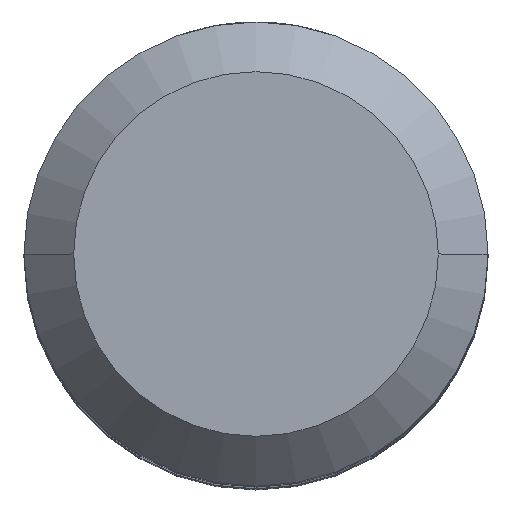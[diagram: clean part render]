
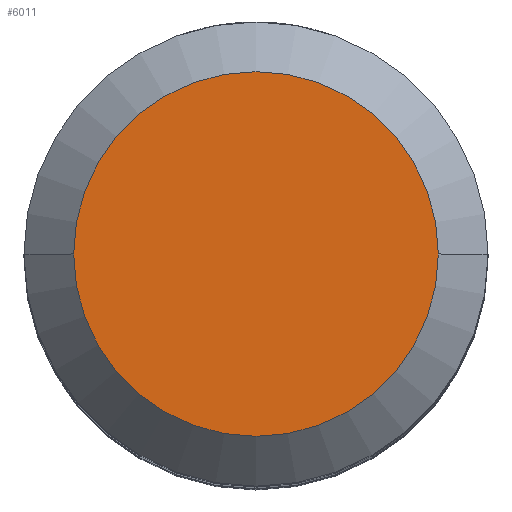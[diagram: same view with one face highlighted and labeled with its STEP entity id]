
A CAD part, top view. The second image highlights one B-rep face of the part: STEP entity #6011.
In plain terms, the highlighted planar face has unit normal (0, 0, 1).
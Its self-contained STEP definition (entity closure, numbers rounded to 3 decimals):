
#115 = AXIS2_PLACEMENT_3D ( 'NONE', #3600, #7510, #3043 ) ;
#209 = EDGE_CURVE ( 'NONE', #7769, #6078, #3504, .T. ) ;
#872 = AXIS2_PLACEMENT_3D ( 'NONE', #4768, #4818, #8046 ) ;
#2318 = AXIS2_PLACEMENT_3D ( 'NONE', #5481, #7453, #8007 ) ;
#2385 = FACE_OUTER_BOUND ( 'NONE', #3049, .T. ) ;
#2935 = PLANE ( 'NONE',  #115 ) ;
#3043 = DIRECTION ( 'NONE',  ( -1., 0., 0. ) ) ;
#3049 = EDGE_LOOP ( 'NONE', ( #7754, #7685 ) ) ;
#3504 = CIRCLE ( 'NONE', #2318, 11. ) ;
#3600 = CARTESIAN_POINT ( 'NONE',  ( 0., 14., 136. ) ) ;
#4768 = CARTESIAN_POINT ( 'NONE',  ( 0., 0., 136. ) ) ;
#4782 = EDGE_CURVE ( 'NONE', #6078, #7769, #7373, .T. ) ;
#4818 = DIRECTION ( 'NONE',  ( 0., 0., 1. ) ) ;
#5481 = CARTESIAN_POINT ( 'NONE',  ( 0., 0., 136. ) ) ;
#6011 = ADVANCED_FACE ( 'NONE', ( #2385 ), #2935, .F. ) ;
#6078 = VERTEX_POINT ( 'NONE', #8285 ) ;
#7107 = CARTESIAN_POINT ( 'NONE',  ( -11., 0., 136. ) ) ;
#7373 = CIRCLE ( 'NONE', #872, 11. ) ;
#7453 = DIRECTION ( 'NONE',  ( 0., 0., 1. ) ) ;
#7510 = DIRECTION ( 'NONE',  ( 0., 0., -1. ) ) ;
#7685 = ORIENTED_EDGE ( 'NONE', *, *, #4782, .T. ) ;
#7754 = ORIENTED_EDGE ( 'NONE', *, *, #209, .T. ) ;
#7769 = VERTEX_POINT ( 'NONE', #7107 ) ;
#8007 = DIRECTION ( 'NONE',  ( -1., 0., 0. ) ) ;
#8046 = DIRECTION ( 'NONE',  ( -1., 0., 0. ) ) ;
#8285 = CARTESIAN_POINT ( 'NONE',  ( 11., 0., 136. ) ) ;
